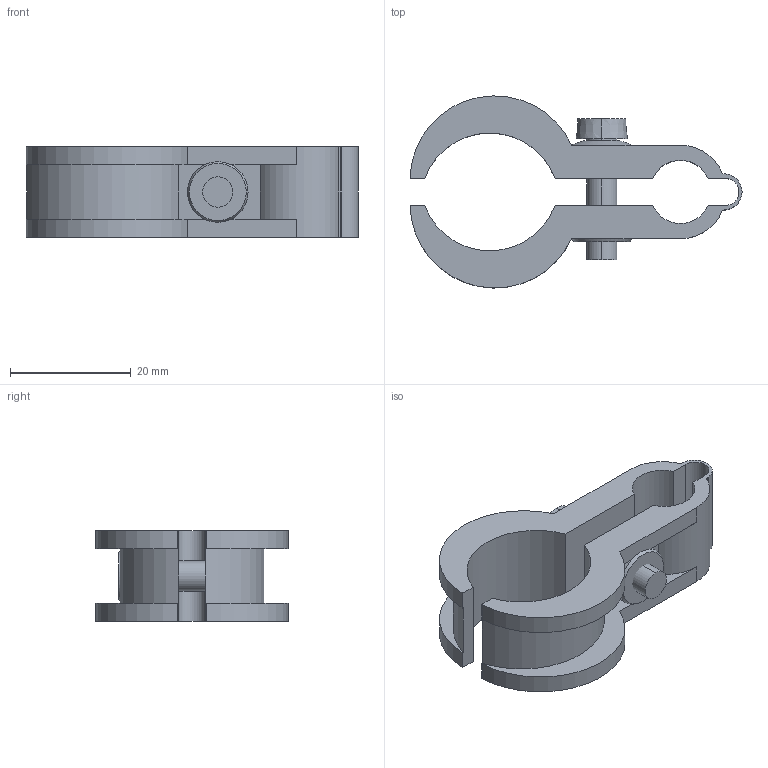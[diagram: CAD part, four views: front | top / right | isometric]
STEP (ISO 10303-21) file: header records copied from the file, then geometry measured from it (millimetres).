
FILE_DESCRIPTION (( 'STEP AP214' ), '1' );
FILE_NAME ('2305232.stp', '2021-03-26T12:23:28', ( '' ), ( '' ), 'SwSTEP 2.0', 'SolidWorks 2020', '' );
FILE_SCHEMA (( 'AUTOMOTIVE_DESIGN' ));
Length unit declared in the file: millimetre
Products named in the file (3): 085994_geschlossen; 2305232; 016322_ISO 1207 - M5 x 20 --- 20C
Assembly tree (2 placements, depth 2):
  2305232
    085994_geschlossen
    016322_ISO 1207 - M5 x 20 --- 20C
Bounding box: 54.88 x 31.75 x 15 mm (x, y, z)
Volume: 6829.4 mm3; surface area: 6406.1 mm2
Topology: 2 solids, 2 shells, 74 faces, 199 edges, 129 vertices
Faces by surface type: plane 40, cylinder 28, cone 4, sphere 2
Entity records: 2450 total; most frequent: DIRECTION 434, CARTESIAN_POINT 407, ORIENTED_EDGE 398, EDGE_CURVE 199, AXIS2_PLACEMENT_3D 156, VERTEX_POINT 129, LINE 122, VECTOR 122
